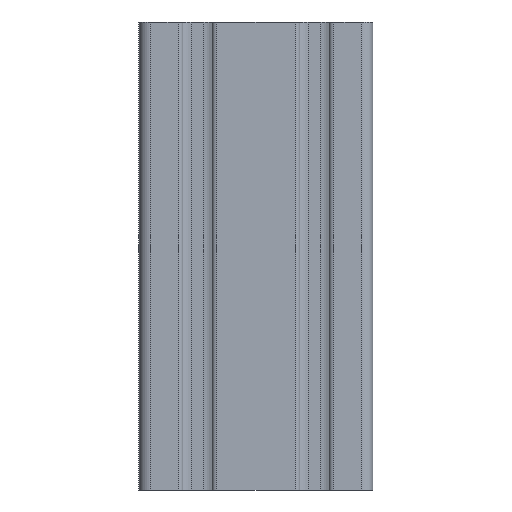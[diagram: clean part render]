
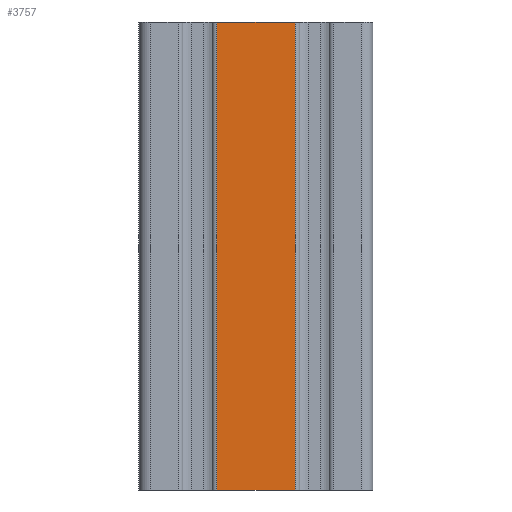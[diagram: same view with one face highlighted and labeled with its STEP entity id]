
A CAD part, left-side view. The second image highlights one B-rep face of the part: STEP entity #3757.
In plain terms, the highlighted planar face has unit normal (-1, 0, 0).
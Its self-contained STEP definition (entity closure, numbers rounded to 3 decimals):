
#418=FACE_OUTER_BOUND('',#600,.T.);
#600=EDGE_LOOP('',(#2758,#2759,#2760,#2761));
#906=LINE('',#6002,#1262);
#907=LINE('',#6005,#1263);
#908=LINE('',#6007,#1264);
#909=LINE('',#6008,#1265);
#1262=VECTOR('',#4915,80.);
#1263=VECTOR('',#4918,13.4);
#1264=VECTOR('',#4919,13.4);
#1265=VECTOR('',#4920,80.);
#1622=VERTEX_POINT('',#5998);
#1623=VERTEX_POINT('',#6000);
#1624=VERTEX_POINT('',#6004);
#1625=VERTEX_POINT('',#6006);
#2100=EDGE_CURVE('',#1622,#1623,#906,.T.);
#2101=EDGE_CURVE('',#1624,#1622,#907,.T.);
#2102=EDGE_CURVE('',#1625,#1623,#908,.T.);
#2103=EDGE_CURVE('',#1624,#1625,#909,.T.);
#2758=ORIENTED_EDGE('',*,*,#2101,.T.);
#2759=ORIENTED_EDGE('',*,*,#2100,.T.);
#2760=ORIENTED_EDGE('',*,*,#2102,.F.);
#2761=ORIENTED_EDGE('',*,*,#2103,.F.);
#3423=PLANE('',#4075);
#3757=ADVANCED_FACE('',(#418),#3423,.T.);
#4075=AXIS2_PLACEMENT_3D('',#6003,#4916,#4917);
#4915=DIRECTION('',(0.,0.,-1.));
#4916=DIRECTION('center_axis',(-1.,0.,0.));
#4917=DIRECTION('ref_axis',(0.,1.,0.));
#4918=DIRECTION('',(0.,1.,0.));
#4919=DIRECTION('',(0.,1.,0.));
#4920=DIRECTION('',(0.,0.,-1.));
#5998=CARTESIAN_POINT('',(-13.3,-13.3,0.));
#6000=CARTESIAN_POINT('',(-13.3,-13.3,-80.));
#6002=CARTESIAN_POINT('',(-13.3,-13.3,0.));
#6003=CARTESIAN_POINT('Origin',(-13.3,-26.7,0.));
#6004=CARTESIAN_POINT('',(-13.3,-26.7,0.));
#6005=CARTESIAN_POINT('',(-13.3,-26.7,0.));
#6006=CARTESIAN_POINT('',(-13.3,-26.7,-80.));
#6007=CARTESIAN_POINT('',(-13.3,-26.7,-80.));
#6008=CARTESIAN_POINT('',(-13.3,-26.7,0.));
